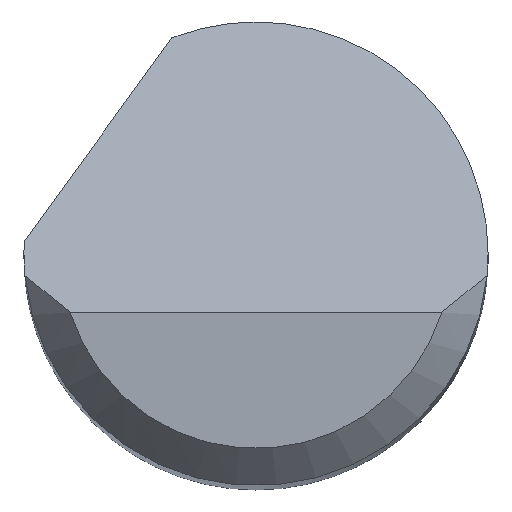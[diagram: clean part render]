
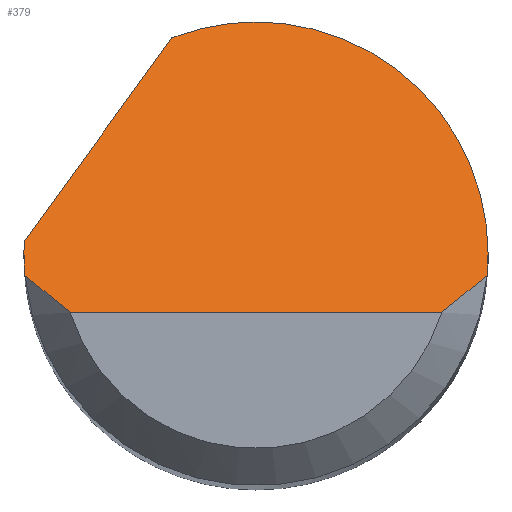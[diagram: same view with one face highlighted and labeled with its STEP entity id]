
A CAD part, top view. The second image highlights one B-rep face of the part: STEP entity #379.
In plain terms, the highlighted planar face has unit normal (0, 0.707, 0.707).
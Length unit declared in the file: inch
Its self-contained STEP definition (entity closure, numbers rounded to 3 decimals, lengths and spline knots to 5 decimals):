
#2 = CARTESIAN_POINT ( 'NONE',  ( 0.09375, 0.07266, 1.90359 ) ) ;
#6 = VECTOR ( 'NONE', #433, 39.37008 ) ;
#7 = CARTESIAN_POINT ( 'NONE',  ( -0.09375, 0.00167, 1.97458 ) ) ;
#24 = ORIENTED_EDGE ( 'NONE', *, *, #687, .T. ) ;
#64 = CARTESIAN_POINT ( 'NONE',  ( 0.09334, -0.00875, 1.985 ) ) ;
#69 = CARTESIAN_POINT ( 'NONE',  ( -0.09375, -0.02375, 2. ) ) ;
#72 = CARTESIAN_POINT ( 'NONE',  ( -0.07508, -0.02375, 2. ) ) ;
#74 = CARTESIAN_POINT ( 'NONE',  ( 0.09375, -0.00292, 1.97917 ) ) ;
#81 = CARTESIAN_POINT ( 'NONE',  ( 0.03379, 0.11369, 1.86256 ) ) ;
#115 = EDGE_LOOP ( 'NONE', ( #710, #443, #408, #163, #480, #289, #400, #24 ) ) ;
#126 = VERTEX_POINT ( 'NONE', #130 ) ;
#129 = LINE ( 'NONE', #137, #6 ) ;
#130 = CARTESIAN_POINT ( 'NONE',  ( 0.07508, -0.02375, 2. ) ) ;
#132 = CARTESIAN_POINT ( 'NONE',  ( -0.09362, 0.005, 1.97125 ) ) ;
#137 = CARTESIAN_POINT ( 'NONE',  ( 0., -0.02375, 2. ) ) ;
#163 = ORIENTED_EDGE ( 'NONE', *, *, #333, .F. ) ;
#169 = CARTESIAN_POINT ( 'NONE',  ( -0.09375, -0.00292, 1.97917 ) ) ;
#175 = VERTEX_POINT ( 'NONE', #360 ) ;
#178 = EDGE_CURVE ( 'NONE', #334, #309, #545, .T. ) ;
#186 =( BOUNDED_CURVE ( )  B_SPLINE_CURVE ( 3, ( #619, #81, #2, #610 ),
 .UNSPECIFIED., .F., .T. ) 
 B_SPLINE_CURVE_WITH_KNOTS ( ( 4, 4 ),
 ( 5.91277, 7.85398 ),
 .UNSPECIFIED. ) 
 CURVE ( )  GEOMETRIC_REPRESENTATION_ITEM ( )  RATIONAL_B_SPLINE_CURVE ( ( 1., 0.71, 0.71, 1. ) ) 
 REPRESENTATION_ITEM ( '' )  );
#190 =( BOUNDED_CURVE ( )  B_SPLINE_CURVE ( 3, ( #483, #74, #382, #64 ),
 .UNSPECIFIED., .F., .T. ) 
 B_SPLINE_CURVE_WITH_KNOTS ( ( 4, 4 ),
 ( 1.5708, 1.66427 ),
 .UNSPECIFIED. ) 
 CURVE ( )  GEOMETRIC_REPRESENTATION_ITEM ( )  RATIONAL_B_SPLINE_CURVE ( ( 1., 0.999, 0.999, 1. ) ) 
 REPRESENTATION_ITEM ( '' )  );
#203 = EDGE_CURVE ( 'NONE', #758, #455, #298, .T. ) ;
#218 = VERTEX_POINT ( 'NONE', #534 ) ;
#240 = CARTESIAN_POINT ( 'NONE',  ( 0.08157, -0.019, 1.99525 ) ) ;
#257 = DIRECTION ( 'NONE',  ( 0., 0.707, -0.707 ) ) ;
#268 = CARTESIAN_POINT ( 'NONE',  ( -0.03394, 0.08739, 1.88886 ) ) ;
#289 = ORIENTED_EDGE ( 'NONE', *, *, #622, .F. ) ;
#298 = LINE ( 'NONE', #645, #336 ) ;
#308 = EDGE_CURVE ( 'NONE', #434, #126, #129, .T. ) ;
#309 = VERTEX_POINT ( 'NONE', #615 ) ;
#323 = EDGE_CURVE ( 'NONE', #175, #218, #190, .T. ) ;
#333 = EDGE_CURVE ( 'NONE', #455, #175, #186, .T. ) ;
#334 = VERTEX_POINT ( 'NONE', #670 ) ;
#336 = VECTOR ( 'NONE', #351, 39.37008 ) ;
#339 = B_SPLINE_CURVE_WITH_KNOTS ( 'NONE', 3,
 ( #668, #240, #662, #488 ),
 .UNSPECIFIED., .F., .F.,
 ( 4, 4 ),
 ( 0., 0.00071 ),
 .UNSPECIFIED. ) ;
#351 = DIRECTION ( 'NONE',  ( 0.456, 0.629, -0.629 ) ) ;
#354 = CARTESIAN_POINT ( 'NONE',  ( -0.09375, 0., 1.97625 ) ) ;
#360 = CARTESIAN_POINT ( 'NONE',  ( 0.09375, 0., 1.97625 ) ) ;
#365 = DIRECTION ( 'NONE',  ( 0., -0.707, -0.707 ) ) ;
#372 = PLANE ( 'NONE',  #658 ) ;
#376 = CARTESIAN_POINT ( 'NONE',  ( -0.09334, -0.00875, 1.985 ) ) ;
#379 = ADVANCED_FACE ( 'NONE', ( #606 ), #372, .F. ) ;
#382 = CARTESIAN_POINT ( 'NONE',  ( 0.09361, -0.00584, 1.98209 ) ) ;
#400 = ORIENTED_EDGE ( 'NONE', *, *, #178, .F. ) ;
#408 = ORIENTED_EDGE ( 'NONE', *, *, #323, .F. ) ;
#420 = CARTESIAN_POINT ( 'NONE',  ( -0.09334, -0.00875, 1.985 ) ) ;
#422 = CARTESIAN_POINT ( 'NONE',  ( -0.08157, -0.019, 1.99525 ) ) ;
#433 = DIRECTION ( 'NONE',  ( 1., 0., 0. ) ) ;
#434 = VERTEX_POINT ( 'NONE', #744 ) ;
#443 = ORIENTED_EDGE ( 'NONE', *, *, #612, .T. ) ;
#455 = VERTEX_POINT ( 'NONE', #268 ) ;
#473 = CARTESIAN_POINT ( 'NONE',  ( -0.09361, -0.00584, 1.98209 ) ) ;
#480 = ORIENTED_EDGE ( 'NONE', *, *, #203, .F. ) ;
#483 = CARTESIAN_POINT ( 'NONE',  ( 0.09375, 0., 1.97625 ) ) ;
#486 = B_SPLINE_CURVE_WITH_KNOTS ( 'NONE', 3,
 ( #376, #497, #422, #72 ),
 .UNSPECIFIED., .F., .F.,
 ( 4, 4 ),
 ( 0., 0.00071 ),
 .UNSPECIFIED. ) ;
#488 = CARTESIAN_POINT ( 'NONE',  ( 0.09334, -0.00875, 1.985 ) ) ;
#497 = CARTESIAN_POINT ( 'NONE',  ( -0.08761, -0.01397, 1.99022 ) ) ;
#512 =( BOUNDED_CURVE ( )  B_SPLINE_CURVE ( 3, ( #731, #7, #657, #132 ),
 .UNSPECIFIED., .F., .T. ) 
 B_SPLINE_CURVE_WITH_KNOTS ( ( 4, 4 ),
 ( 4.71239, 4.76575 ),
 .UNSPECIFIED. ) 
 CURVE ( )  GEOMETRIC_REPRESENTATION_ITEM ( )  RATIONAL_B_SPLINE_CURVE ( ( 1., 1., 1., 1. ) ) 
 REPRESENTATION_ITEM ( '' )  );
#534 = CARTESIAN_POINT ( 'NONE',  ( 0.09334, -0.00875, 1.985 ) ) ;
#545 =( BOUNDED_CURVE ( )  B_SPLINE_CURVE ( 3, ( #420, #473, #169, #354 ),
 .UNSPECIFIED., .F., .T. ) 
 B_SPLINE_CURVE_WITH_KNOTS ( ( 4, 4 ),
 ( 4.61892, 4.71239 ),
 .UNSPECIFIED. ) 
 CURVE ( )  GEOMETRIC_REPRESENTATION_ITEM ( )  RATIONAL_B_SPLINE_CURVE ( ( 1., 0.999, 0.999, 1. ) ) 
 REPRESENTATION_ITEM ( '' )  );
#576 = CARTESIAN_POINT ( 'NONE',  ( -0.09362, 0.005, 1.97125 ) ) ;
#606 = FACE_OUTER_BOUND ( 'NONE', #115, .T. ) ;
#610 = CARTESIAN_POINT ( 'NONE',  ( 0.09375, 0., 1.97625 ) ) ;
#612 = EDGE_CURVE ( 'NONE', #126, #218, #339, .T. ) ;
#615 = CARTESIAN_POINT ( 'NONE',  ( -0.09375, 0., 1.97625 ) ) ;
#619 = CARTESIAN_POINT ( 'NONE',  ( -0.03394, 0.08739, 1.88886 ) ) ;
#622 = EDGE_CURVE ( 'NONE', #309, #758, #512, .T. ) ;
#645 = CARTESIAN_POINT ( 'NONE',  ( -0.11014, -0.01781, 1.99406 ) ) ;
#657 = CARTESIAN_POINT ( 'NONE',  ( -0.09371, 0.00333, 1.97292 ) ) ;
#658 = AXIS2_PLACEMENT_3D ( 'NONE', #69, #365, #257 ) ;
#662 = CARTESIAN_POINT ( 'NONE',  ( 0.08761, -0.01397, 1.99022 ) ) ;
#668 = CARTESIAN_POINT ( 'NONE',  ( 0.07508, -0.02375, 2. ) ) ;
#670 = CARTESIAN_POINT ( 'NONE',  ( -0.09334, -0.00875, 1.985 ) ) ;
#687 = EDGE_CURVE ( 'NONE', #334, #434, #486, .T. ) ;
#710 = ORIENTED_EDGE ( 'NONE', *, *, #308, .T. ) ;
#731 = CARTESIAN_POINT ( 'NONE',  ( -0.09375, 0., 1.97625 ) ) ;
#744 = CARTESIAN_POINT ( 'NONE',  ( -0.07508, -0.02375, 2. ) ) ;
#758 = VERTEX_POINT ( 'NONE', #576 ) ;
